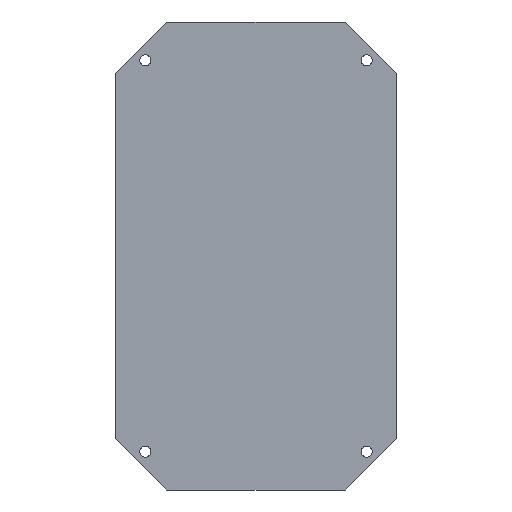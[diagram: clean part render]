
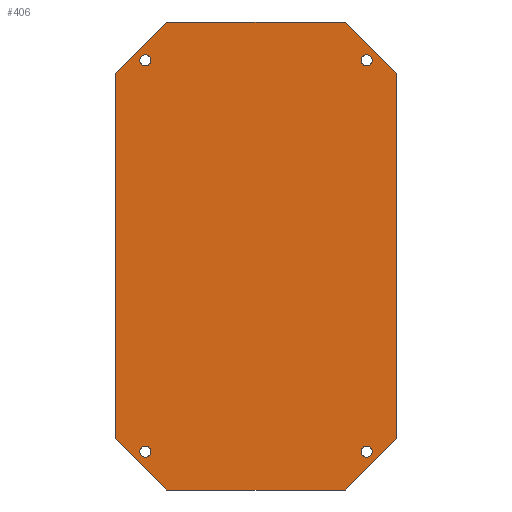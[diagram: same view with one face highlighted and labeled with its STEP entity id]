
A CAD part, front view. The second image highlights one B-rep face of the part: STEP entity #406.
In plain terms, the highlighted planar face has unit normal (0, -1, 0).
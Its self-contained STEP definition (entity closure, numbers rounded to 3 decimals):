
#2 = ORIENTED_EDGE ( 'NONE', *, *, #241, .T. ) ;
#9 = ORIENTED_EDGE ( 'NONE', *, *, #166, .T. ) ;
#12 = DIRECTION ( 'NONE',  ( 0., 0., -1. ) ) ;
#20 = CARTESIAN_POINT ( 'NONE',  ( 65., 0., -111.75 ) ) ;
#24 = DIRECTION ( 'NONE',  ( 0., 0., -1. ) ) ;
#28 = AXIS2_PLACEMENT_3D ( 'NONE', #162, #122, #206 ) ;
#37 = ORIENTED_EDGE ( 'NONE', *, *, #493, .T. ) ;
#39 = CARTESIAN_POINT ( 'NONE',  ( 65., 0., 118.25 ) ) ;
#50 = CARTESIAN_POINT ( 'NONE',  ( -82.5, 0., -107.5 ) ) ;
#55 = EDGE_CURVE ( 'NONE', #256, #85, #471, .T. ) ;
#57 = ORIENTED_EDGE ( 'NONE', *, *, #55, .F. ) ;
#61 = EDGE_LOOP ( 'NONE', ( #576, #458 ) ) ;
#68 = VERTEX_POINT ( 'NONE', #82 ) ;
#75 = CIRCLE ( 'NONE', #328, 3.25 ) ;
#79 = AXIS2_PLACEMENT_3D ( 'NONE', #496, #547, #550 ) ;
#82 = CARTESIAN_POINT ( 'NONE',  ( 65., 0., -118.25 ) ) ;
#85 = VERTEX_POINT ( 'NONE', #177 ) ;
#91 = VERTEX_POINT ( 'NONE', #637 ) ;
#92 = EDGE_CURVE ( 'NONE', #210, #315, #431, .T. ) ;
#93 = CARTESIAN_POINT ( 'NONE',  ( -82.5, 0., 107.5 ) ) ;
#100 = LINE ( 'NONE', #303, #277 ) ;
#107 = VERTEX_POINT ( 'NONE', #291 ) ;
#111 = CIRCLE ( 'NONE', #192, 3.25 ) ;
#113 = CARTESIAN_POINT ( 'NONE',  ( -65., 0., -118.25 ) ) ;
#116 = CARTESIAN_POINT ( 'NONE',  ( -82.5, 0., -137.5 ) ) ;
#117 = EDGE_LOOP ( 'NONE', ( #155, #2, #318, #9, #518, #296, #57, #337 ) ) ;
#122 = DIRECTION ( 'NONE',  ( 0., 1., 0. ) ) ;
#131 = VERTEX_POINT ( 'NONE', #584 ) ;
#136 = DIRECTION ( 'NONE',  ( 0., 1., 0. ) ) ;
#140 = EDGE_CURVE ( 'NONE', #525, #655, #382, .T. ) ;
#142 = VECTOR ( 'NONE', #24, 1000. ) ;
#155 = ORIENTED_EDGE ( 'NONE', *, *, #283, .F. ) ;
#162 = CARTESIAN_POINT ( 'NONE',  ( 0., 0., 0. ) ) ;
#166 = EDGE_CURVE ( 'NONE', #525, #131, #286, .T. ) ;
#167 = CARTESIAN_POINT ( 'NONE',  ( -65., 0., 115. ) ) ;
#170 = EDGE_CURVE ( 'NONE', #256, #608, #240, .T. ) ;
#176 = CARTESIAN_POINT ( 'NONE',  ( 65., 0., -115. ) ) ;
#177 = CARTESIAN_POINT ( 'NONE',  ( 82.5, 0., -107.5 ) ) ;
#179 = CARTESIAN_POINT ( 'NONE',  ( 65., 0., -115. ) ) ;
#189 = CARTESIAN_POINT ( 'NONE',  ( -65., 0., -111.75 ) ) ;
#192 = AXIS2_PLACEMENT_3D ( 'NONE', #167, #254, #614 ) ;
#197 = CARTESIAN_POINT ( 'NONE',  ( 82.5, 0., 107.5 ) ) ;
#200 = CARTESIAN_POINT ( 'NONE',  ( 65., 0., 115. ) ) ;
#206 = DIRECTION ( 'NONE',  ( 0., 0., 1. ) ) ;
#207 = ORIENTED_EDGE ( 'NONE', *, *, #619, .T. ) ;
#210 = VERTEX_POINT ( 'NONE', #39 ) ;
#213 = VECTOR ( 'NONE', #462, 1000. ) ;
#214 = AXIS2_PLACEMENT_3D ( 'NONE', #657, #604, #238 ) ;
#226 = CARTESIAN_POINT ( 'NONE',  ( 65., 0., 115. ) ) ;
#232 = EDGE_CURVE ( 'NONE', #315, #210, #301, .T. ) ;
#233 = VECTOR ( 'NONE', #516, 1000. ) ;
#237 = EDGE_LOOP ( 'NONE', ( #481, #522 ) ) ;
#238 = DIRECTION ( 'NONE',  ( 0., 0., -1. ) ) ;
#240 = LINE ( 'NONE', #197, #423 ) ;
#241 = EDGE_CURVE ( 'NONE', #259, #655, #632, .T. ) ;
#245 = DIRECTION ( 'NONE',  ( -0.707, 0., 0.707 ) ) ;
#250 = EDGE_LOOP ( 'NONE', ( #207, #367 ) ) ;
#253 = EDGE_CURVE ( 'NONE', #606, #323, #362, .T. ) ;
#254 = DIRECTION ( 'NONE',  ( 0., 1., 0. ) ) ;
#255 = AXIS2_PLACEMENT_3D ( 'NONE', #176, #377, #12 ) ;
#256 = VERTEX_POINT ( 'NONE', #396 ) ;
#259 = VERTEX_POINT ( 'NONE', #556 ) ;
#271 = VERTEX_POINT ( 'NONE', #548 ) ;
#277 = VECTOR ( 'NONE', #295, 1000. ) ;
#280 = DIRECTION ( 'NONE',  ( 0., 0., 1. ) ) ;
#283 = EDGE_CURVE ( 'NONE', #259, #608, #100, .T. ) ;
#286 = LINE ( 'NONE', #50, #520 ) ;
#291 = CARTESIAN_POINT ( 'NONE',  ( 52.5, 0., -137.5 ) ) ;
#295 = DIRECTION ( 'NONE',  ( 1., 0., 0. ) ) ;
#296 = ORIENTED_EDGE ( 'NONE', *, *, #317, .T. ) ;
#297 = CARTESIAN_POINT ( 'NONE',  ( 52.5, 0., 137.5 ) ) ;
#299 = CARTESIAN_POINT ( 'NONE',  ( -65., 0., -115. ) ) ;
#301 = CIRCLE ( 'NONE', #339, 3.25 ) ;
#303 = CARTESIAN_POINT ( 'NONE',  ( -82.5, 0., 137.5 ) ) ;
#305 = DIRECTION ( 'NONE',  ( 0.707, 0., -0.707 ) ) ;
#314 = LINE ( 'NONE', #665, #213 ) ;
#315 = VERTEX_POINT ( 'NONE', #405 ) ;
#317 = EDGE_CURVE ( 'NONE', #107, #85, #314, .T. ) ;
#318 = ORIENTED_EDGE ( 'NONE', *, *, #140, .F. ) ;
#323 = VERTEX_POINT ( 'NONE', #113 ) ;
#328 = AXIS2_PLACEMENT_3D ( 'NONE', #179, #136, #427 ) ;
#329 = CIRCLE ( 'NONE', #214, 3.25 ) ;
#337 = ORIENTED_EDGE ( 'NONE', *, *, #170, .T. ) ;
#339 = AXIS2_PLACEMENT_3D ( 'NONE', #200, #646, #501 ) ;
#360 = EDGE_CURVE ( 'NONE', #107, #131, #459, .T. ) ;
#362 = CIRCLE ( 'NONE', #470, 3.25 ) ;
#365 = EDGE_CURVE ( 'NONE', #91, #271, #111, .T. ) ;
#367 = ORIENTED_EDGE ( 'NONE', *, *, #253, .T. ) ;
#371 = FACE_BOUND ( 'NONE', #250, .T. ) ;
#377 = DIRECTION ( 'NONE',  ( 0., 1., 0. ) ) ;
#382 = LINE ( 'NONE', #478, #507 ) ;
#396 = CARTESIAN_POINT ( 'NONE',  ( 82.5, 0., 107.5 ) ) ;
#405 = CARTESIAN_POINT ( 'NONE',  ( 65., 0., 111.75 ) ) ;
#406 = ADVANCED_FACE ( 'NONE', ( #625, #371, #571, #578, #621 ), #508, .F. ) ;
#423 = VECTOR ( 'NONE', #245, 1000. ) ;
#425 = CARTESIAN_POINT ( 'NONE',  ( 82.5, 0., -137.5 ) ) ;
#427 = DIRECTION ( 'NONE',  ( 0., 0., -1. ) ) ;
#431 = CIRCLE ( 'NONE', #495, 3.25 ) ;
#433 = DIRECTION ( 'NONE',  ( 0., 1., 0. ) ) ;
#440 = CIRCLE ( 'NONE', #255, 3.25 ) ;
#443 = EDGE_CURVE ( 'NONE', #450, #68, #75, .T. ) ;
#450 = VERTEX_POINT ( 'NONE', #20 ) ;
#458 = ORIENTED_EDGE ( 'NONE', *, *, #365, .T. ) ;
#459 = LINE ( 'NONE', #116, #233 ) ;
#462 = DIRECTION ( 'NONE',  ( 0.707, 0., 0.707 ) ) ;
#470 = AXIS2_PLACEMENT_3D ( 'NONE', #299, #544, #651 ) ;
#471 = LINE ( 'NONE', #425, #142 ) ;
#478 = CARTESIAN_POINT ( 'NONE',  ( -82.5, 0., -137.5 ) ) ;
#481 = ORIENTED_EDGE ( 'NONE', *, *, #232, .T. ) ;
#493 = EDGE_CURVE ( 'NONE', #68, #450, #440, .T. ) ;
#495 = AXIS2_PLACEMENT_3D ( 'NONE', #226, #433, #280 ) ;
#496 = CARTESIAN_POINT ( 'NONE',  ( -65., 0., -115. ) ) ;
#501 = DIRECTION ( 'NONE',  ( 0., 0., 1. ) ) ;
#502 = EDGE_LOOP ( 'NONE', ( #37, #615 ) ) ;
#507 = VECTOR ( 'NONE', #591, 1000. ) ;
#508 = PLANE ( 'NONE',  #28 ) ;
#510 = CIRCLE ( 'NONE', #79, 3.25 ) ;
#516 = DIRECTION ( 'NONE',  ( -1., 0., 0. ) ) ;
#518 = ORIENTED_EDGE ( 'NONE', *, *, #360, .F. ) ;
#520 = VECTOR ( 'NONE', #305, 1000. ) ;
#522 = ORIENTED_EDGE ( 'NONE', *, *, #92, .T. ) ;
#525 = VERTEX_POINT ( 'NONE', #639 ) ;
#544 = DIRECTION ( 'NONE',  ( 0., 1., 0. ) ) ;
#547 = DIRECTION ( 'NONE',  ( 0., 1., 0. ) ) ;
#548 = CARTESIAN_POINT ( 'NONE',  ( -65., 0., 111.75 ) ) ;
#550 = DIRECTION ( 'NONE',  ( 0., 0., 1. ) ) ;
#556 = CARTESIAN_POINT ( 'NONE',  ( -52.5, 0., 137.5 ) ) ;
#571 = FACE_BOUND ( 'NONE', #502, .T. ) ;
#576 = ORIENTED_EDGE ( 'NONE', *, *, #638, .T. ) ;
#578 = FACE_BOUND ( 'NONE', #237, .T. ) ;
#584 = CARTESIAN_POINT ( 'NONE',  ( -52.5, 0., -137.5 ) ) ;
#591 = DIRECTION ( 'NONE',  ( 0., 0., 1. ) ) ;
#596 = CARTESIAN_POINT ( 'NONE',  ( -52.5, 0., 137.5 ) ) ;
#601 = DIRECTION ( 'NONE',  ( -0.707, 0., -0.707 ) ) ;
#604 = DIRECTION ( 'NONE',  ( 0., 1., 0. ) ) ;
#606 = VERTEX_POINT ( 'NONE', #189 ) ;
#608 = VERTEX_POINT ( 'NONE', #297 ) ;
#614 = DIRECTION ( 'NONE',  ( 0., 0., -1. ) ) ;
#615 = ORIENTED_EDGE ( 'NONE', *, *, #443, .T. ) ;
#619 = EDGE_CURVE ( 'NONE', #323, #606, #510, .T. ) ;
#621 = FACE_BOUND ( 'NONE', #61, .T. ) ;
#625 = FACE_OUTER_BOUND ( 'NONE', #117, .T. ) ;
#629 = VECTOR ( 'NONE', #601, 1000. ) ;
#632 = LINE ( 'NONE', #596, #629 ) ;
#637 = CARTESIAN_POINT ( 'NONE',  ( -65., 0., 118.25 ) ) ;
#638 = EDGE_CURVE ( 'NONE', #271, #91, #329, .T. ) ;
#639 = CARTESIAN_POINT ( 'NONE',  ( -82.5, 0., -107.5 ) ) ;
#646 = DIRECTION ( 'NONE',  ( 0., 1., 0. ) ) ;
#651 = DIRECTION ( 'NONE',  ( 0., 0., 1. ) ) ;
#655 = VERTEX_POINT ( 'NONE', #93 ) ;
#657 = CARTESIAN_POINT ( 'NONE',  ( -65., 0., 115. ) ) ;
#665 = CARTESIAN_POINT ( 'NONE',  ( 52.5, 0., -137.5 ) ) ;
